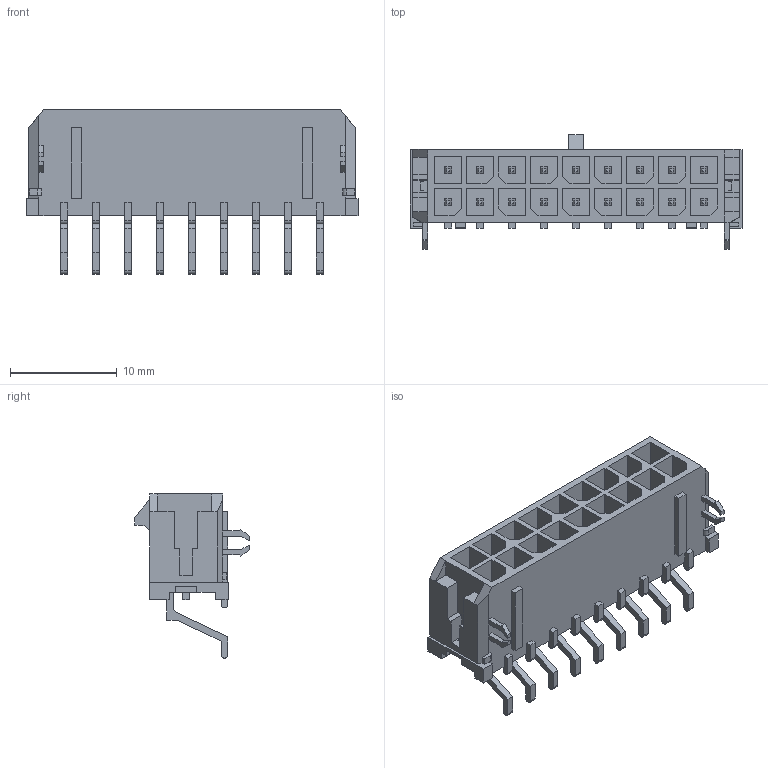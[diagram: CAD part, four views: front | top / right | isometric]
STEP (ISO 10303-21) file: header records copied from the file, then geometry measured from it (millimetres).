
FILE_DESCRIPTION((''),'2;1');
FILE_NAME('430451807','2020-04-16T',('gga'),(''),'PRO/ENGINEER BY PARAMETRIC TECHNOLOGY CORPORATION, 2016010','PRO/ENGINEER BY PARAMETRIC TECHNOLOGY CORPORATION, 2016010','');
FILE_SCHEMA(('CONFIG_CONTROL_DESIGN'));
Length unit declared in the file: millimetre
Products named in the file (1): 430451807
Bounding box: 31.15 x 10.77 x 15.4 mm (x, y, z)
Volume: 1246.7 mm3; surface area: 2965.1 mm2
Topology: 1 solids, 10 shells, 767 faces, 2033 edges, 1328 vertices
Faces by surface type: plane 737, cylinder 30
Entity records: 23020 total; most frequent: CARTESIAN_POINT 4049, ORIENTED_EDGE 3910, DIRECTION 3633, VECTOR 1969, LINE 1969, EDGE_CURVE 1955, VERTEX_POINT 1248, AXIS2_PLACEMENT_3D 832
